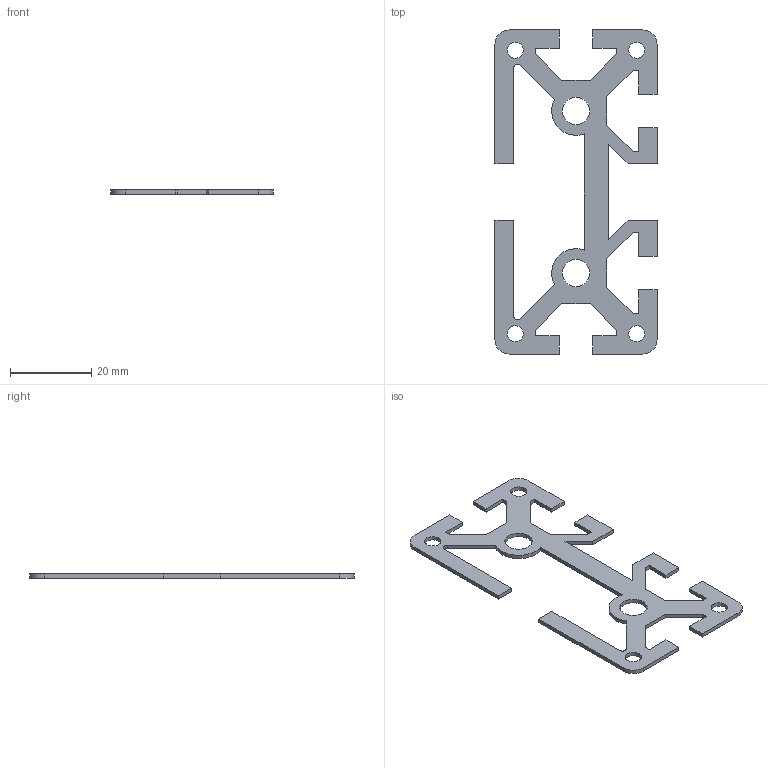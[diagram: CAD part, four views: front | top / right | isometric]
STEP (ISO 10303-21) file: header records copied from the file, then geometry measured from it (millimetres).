
FILE_DESCRIPTION((''),'2;1');
FILE_NAME('SP261_extern.ipt.step','2007-09-10T15:09:33',(''),(''),'Autodesk Inventor 11','Autodesk Inventor 11','');
FILE_SCHEMA(('AUTOMOTIVE_DESIGN { 1 0 10303 214 1 1 1 1 }'));
Length unit declared in the file: millimetre
Products named in the file (1): SP261_extern
Bounding box: 40 x 80 x 1 mm (x, y, z)
Volume: 1428.5 mm3; surface area: 3513.1 mm2
Topology: 1 solids, 1 shells, 74 faces, 222 edges, 150 vertices
Faces by surface type: plane 60, cylinder 11, bspline 3
Full cylindrical faces by diameter (mm): 4 x2, 6.8 x1
Entity records: 2484 total; most frequent: CARTESIAN_POINT 480, ORIENTED_EDGE 420, DIRECTION 382, EDGE_CURVE 210, VECTOR 182, LINE 182, VERTEX_POINT 144, AXIS2_PLACEMENT_3D 100
